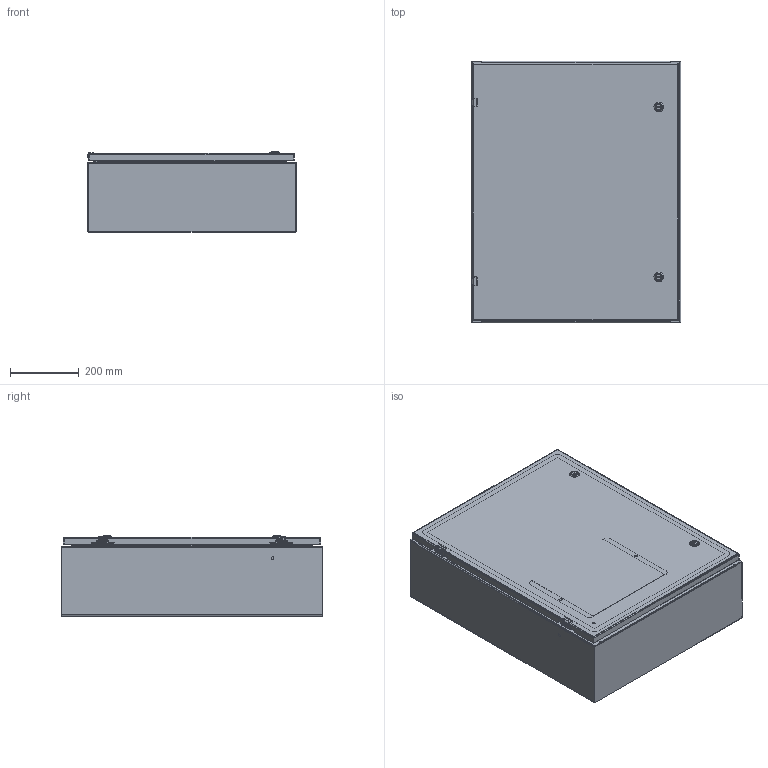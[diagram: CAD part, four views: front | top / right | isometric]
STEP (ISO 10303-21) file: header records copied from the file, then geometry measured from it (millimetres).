
FILE_DESCRIPTION (( 'STEP AP203' ), '1' );
FILE_NAME ('SCE-30EL2408SSLP.step', '2021-02-09T15:36:23', ( 'ADC123' ), ( 'Microsoft' ), 'SwSTEP 2.0', 'SolidWorks 2019', '' );
FILE_SCHEMA (( 'CONFIG_CONTROL_DESIGN' ));
Products named in the file (1): SCE-30EL2408SSLP
Bounding box: 609.6 x 762 x 234.45 mm (x, y, z)
Surface area: 4437477.6 mm2 (no closed solid volume)
Topology: 0 solids, 49 shells, 2838 faces, 7438 edges, 4664 vertices
Faces by surface type: plane 1307, cylinder 759, bspline 690, cone 60, torus 22
Full cylindrical faces by diameter (mm): 3.454 x2, 3.962 x2, 3.978 x2, 4.318 x6, 4.369 x4, 4.978 x8, 5 x2, 5.156 x4, 5.182 x4, 5.2 x4, 5.5 x2, 5.537 x2, 6.198 x4, 6.299 x4, 6.35 x4, 6.363 x2, 6.756 x4, 7.137 x4, 8.433 x4, 9.296 x4, 9.322 x4, 9.525 x4, 9.9 x2, 10 x2, 11.112 x4, 12.7 x4, 12.8 x2, 13.5 x2, 14.288 x2, 16 x2
Entity records: 121874 total; most frequent: CARTESIAN_POINT 59977, ORIENTED_EDGE 13938, DIRECTION 10830, EDGE_CURVE 6972, VERTEX_POINT 4536, AXIS2_PLACEMENT_3D 3733, VECTOR 3364, LINE 3364
